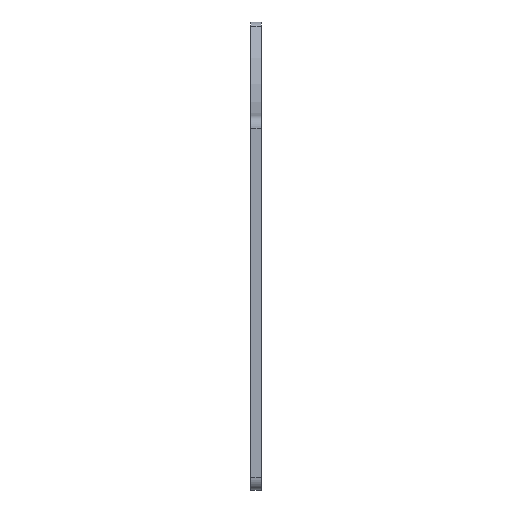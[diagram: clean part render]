
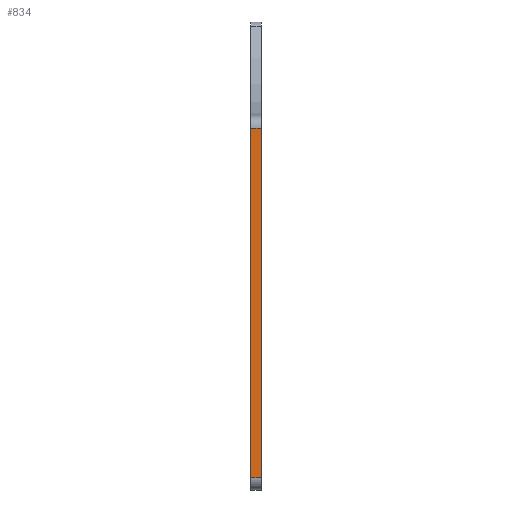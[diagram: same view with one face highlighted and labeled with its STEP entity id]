
A CAD part, left-side view. The second image highlights one B-rep face of the part: STEP entity #834.
In plain terms, the highlighted planar face has unit normal (-1, 0, 0).
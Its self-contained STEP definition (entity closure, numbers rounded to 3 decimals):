
#42=PLANE('',#894);
#79=FACE_OUTER_BOUND('',#121,.T.);
#121=EDGE_LOOP('',(#674,#675,#676,#677));
#213=LINE('',#1336,#307);
#214=LINE('',#1339,#308);
#215=LINE('',#1341,#309);
#216=LINE('',#1342,#310);
#307=VECTOR('',#1088,10.);
#308=VECTOR('',#1091,10.);
#309=VECTOR('',#1092,10.);
#310=VECTOR('',#1093,10.);
#412=VERTEX_POINT('',#1332);
#413=VERTEX_POINT('',#1334);
#414=VERTEX_POINT('',#1338);
#415=VERTEX_POINT('',#1340);
#523=EDGE_CURVE('',#412,#413,#213,.T.);
#524=EDGE_CURVE('',#414,#412,#214,.T.);
#525=EDGE_CURVE('',#415,#413,#215,.T.);
#526=EDGE_CURVE('',#414,#415,#216,.T.);
#674=ORIENTED_EDGE('',*,*,#524,.T.);
#675=ORIENTED_EDGE('',*,*,#523,.T.);
#676=ORIENTED_EDGE('',*,*,#525,.F.);
#677=ORIENTED_EDGE('',*,*,#526,.F.);
#834=ADVANCED_FACE('',(#79),#42,.T.);
#894=AXIS2_PLACEMENT_3D('',#1337,#1089,#1090);
#1088=DIRECTION('',(0.,-1.,0.));
#1089=DIRECTION('center_axis',(-1.,0.,0.));
#1090=DIRECTION('ref_axis',(0.,0.,
-1.));
#1091=DIRECTION('',(0.,0.,-1.));
#1092=DIRECTION('',(0.,0.,-1.));
#1093=DIRECTION('',(0.,-1.,0.));
#1332=CARTESIAN_POINT('',(-3.381,3.,2.381));
#1334=CARTESIAN_POINT('',(-3.381,0.,2.381));
#1336=CARTESIAN_POINT('',(-3.381,3.,2.381));
#1337=CARTESIAN_POINT('Origin',(-3.381,3.,97.631));
#1338=CARTESIAN_POINT('',(-3.381,3.,97.631));
#1339=CARTESIAN_POINT('',(-3.381,3.,97.631));
#1340=CARTESIAN_POINT('',(-3.381,0.,97.631));
#1341=CARTESIAN_POINT('',(-3.381,0.,97.631));
#1342=CARTESIAN_POINT('',(-3.381,3.,97.631));
